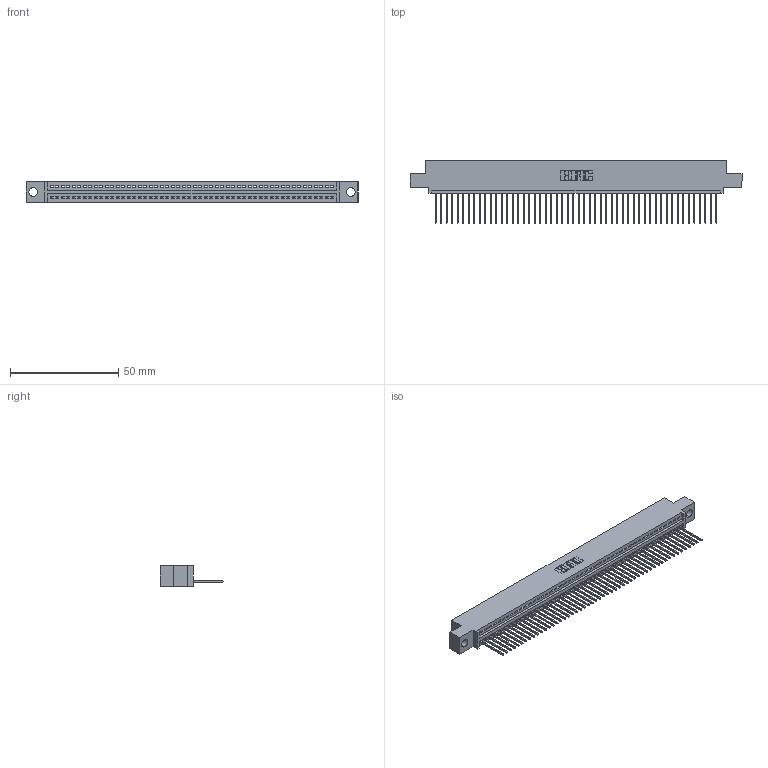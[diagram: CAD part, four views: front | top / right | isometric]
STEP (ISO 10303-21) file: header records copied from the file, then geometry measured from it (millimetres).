
FILE_DESCRIPTION (( 'STEP AP203' ), '1' );
FILE_NAME ('395-052-540-404.STEP', '2018-11-20T23:08:19', ( '' ), ( '' ), 'SwSTEP 2.0', 'SolidWorks 2016', '' );
FILE_SCHEMA (( 'CONFIG_CONTROL_DESIGN' ));
Length unit declared in the file: inch
Products named in the file (3): 345-292-001_345-293-140; 395-052-540-404; 345 Part_0.110 Offset - 0.156 Dia-TH
Assembly tree (53 placements, depth 2):
  395-052-540-404
    345 Part_0.110 Offset - 0.156 Dia-TH
    345-292-001_345-293-140  x52
Bounding box: 153.29 x 29.13 x 9.4 mm (x, y, z)
Volume: 14550.7 mm3; surface area: 19869.7 mm2
Topology: 53 solids, 53 shells, 3146 faces, 9505 edges, 6266 vertices
Faces by surface type: plane 2164, cylinder 982
Entity records: 37943 total; most frequent: CARTESIAN_POINT 6580, ORIENTED_EDGE 6566, DIRECTION 5731, EDGE_CURVE 3283, VECTOR 2943, LINE 2943, VERTEX_POINT 2186, AXIS2_PLACEMENT_3D 1394
